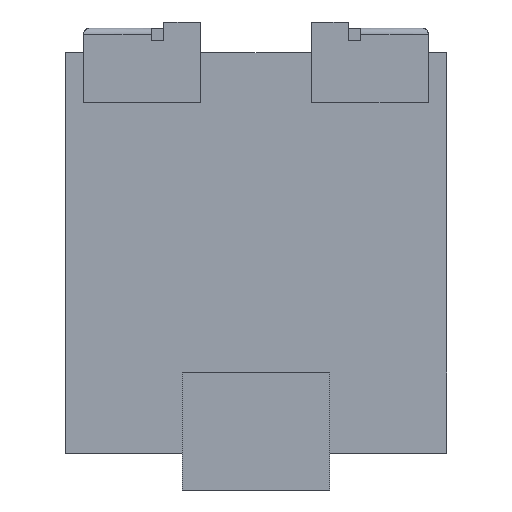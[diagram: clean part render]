
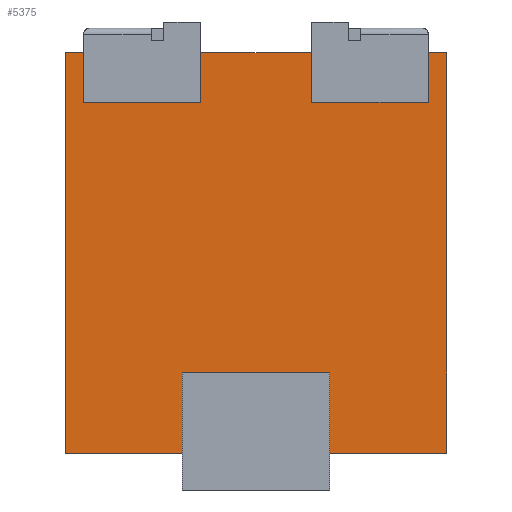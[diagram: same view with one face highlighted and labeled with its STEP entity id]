
A CAD part, front view. The second image highlights one B-rep face of the part: STEP entity #5375.
In plain terms, the highlighted planar face has unit normal (0, -1, 0).
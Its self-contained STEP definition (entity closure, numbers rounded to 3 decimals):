
#72 = CARTESIAN_POINT ( 'NONE',  ( 1.55, 0.2, 1.7 ) ) ;
#81 = VECTOR ( 'NONE', #3369, 1000. ) ;
#93 = VECTOR ( 'NONE', #4287, 1000. ) ;
#229 = CARTESIAN_POINT ( 'NONE',  ( 1.55, 0.2, 1.7 ) ) ;
#309 = VERTEX_POINT ( 'NONE', #1108 ) ;
#312 = EDGE_CURVE ( 'NONE', #355, #5602, #361, .T. ) ;
#354 = LINE ( 'NONE', #974, #572 ) ;
#355 = VERTEX_POINT ( 'NONE', #2906 ) ;
#361 = LINE ( 'NONE', #3266, #3158 ) ;
#389 = EDGE_CURVE ( 'NONE', #1181, #1710, #4817, .T. ) ;
#468 = EDGE_CURVE ( 'NONE', #2099, #1885, #4279, .T. ) ;
#470 = DIRECTION ( 'NONE',  ( 0., 0., -1. ) ) ;
#476 = CARTESIAN_POINT ( 'NONE',  ( -0.6, 0.2, -0.9 ) ) ;
#522 = DIRECTION ( 'NONE',  ( 1., 0., 0. ) ) ;
#572 = VECTOR ( 'NONE', #2276, 1000. ) ;
#631 = CARTESIAN_POINT ( 'NONE',  ( 1.55, 0.2, 1.7 ) ) ;
#748 = CARTESIAN_POINT ( 'NONE',  ( -0.45, 0.2, 1.9 ) ) ;
#780 = CARTESIAN_POINT ( 'NONE',  ( 1.4, 0.2, 1.3 ) ) ;
#825 = ORIENTED_EDGE ( 'NONE', *, *, #1795, .T. ) ;
#889 = CARTESIAN_POINT ( 'NONE',  ( 1.55, 0.2, -1.55 ) ) ;
#931 = CARTESIAN_POINT ( 'NONE',  ( 0., 0.2, 0. ) ) ;
#957 = CARTESIAN_POINT ( 'NONE',  ( 0.6, 0.2, -0.9 ) ) ;
#974 = CARTESIAN_POINT ( 'NONE',  ( 1.55, 0.2, 1.7 ) ) ;
#988 = VECTOR ( 'NONE', #1155, 1000. ) ;
#1009 = VECTOR ( 'NONE', #5679, 1000. ) ;
#1014 = VECTOR ( 'NONE', #1943, 1000. ) ;
#1035 = EDGE_CURVE ( 'NONE', #4801, #5602, #5381, .T. ) ;
#1046 = ORIENTED_EDGE ( 'NONE', *, *, #3381, .F. ) ;
#1108 = CARTESIAN_POINT ( 'NONE',  ( -0.6, 0.2, -0.9 ) ) ;
#1155 = DIRECTION ( 'NONE',  ( 0., 0., 1. ) ) ;
#1181 = VERTEX_POINT ( 'NONE', #2254 ) ;
#1205 = VECTOR ( 'NONE', #1471, 1000. ) ;
#1213 = LINE ( 'NONE', #476, #2884 ) ;
#1266 = EDGE_CURVE ( 'NONE', #5691, #1954, #1706, .T. ) ;
#1358 = DIRECTION ( 'NONE',  ( -1., 0., 0. ) ) ;
#1471 = DIRECTION ( 'NONE',  ( 0., 0., 1. ) ) ;
#1483 = ORIENTED_EDGE ( 'NONE', *, *, #5392, .T. ) ;
#1567 = CARTESIAN_POINT ( 'NONE',  ( 0.45, 0.2, 1.3 ) ) ;
#1650 = DIRECTION ( 'NONE',  ( 1., 0., 0. ) ) ;
#1681 = ORIENTED_EDGE ( 'NONE', *, *, #1266, .F. ) ;
#1687 = VECTOR ( 'NONE', #5593, 1000. ) ;
#1693 = LINE ( 'NONE', #748, #5094 ) ;
#1706 = LINE ( 'NONE', #2591, #1009 ) ;
#1710 = VERTEX_POINT ( 'NONE', #4828 ) ;
#1711 = LINE ( 'NONE', #889, #3094 ) ;
#1795 = EDGE_CURVE ( 'NONE', #3551, #4647, #4598, .T. ) ;
#1885 = VERTEX_POINT ( 'NONE', #4588 ) ;
#1888 = CARTESIAN_POINT ( 'NONE',  ( -1.55, 0.2, -1.55 ) ) ;
#1908 = LINE ( 'NONE', #3713, #1205 ) ;
#1943 = DIRECTION ( 'NONE',  ( 1., 0., 0. ) ) ;
#1954 = VERTEX_POINT ( 'NONE', #5075 ) ;
#2063 = ORIENTED_EDGE ( 'NONE', *, *, #3393, .T. ) ;
#2099 = VERTEX_POINT ( 'NONE', #4192 ) ;
#2126 = LINE ( 'NONE', #5614, #93 ) ;
#2153 = DIRECTION ( 'NONE',  ( 0., 0., -1. ) ) ;
#2254 = CARTESIAN_POINT ( 'NONE',  ( -0.45, 0.2, 1.3 ) ) ;
#2276 = DIRECTION ( 'NONE',  ( 1., 0., 0. ) ) ;
#2324 = FACE_OUTER_BOUND ( 'NONE', #3730, .T. ) ;
#2328 = DIRECTION ( 'NONE',  ( 0., 0., 1. ) ) ;
#2449 = ORIENTED_EDGE ( 'NONE', *, *, #1035, .T. ) ;
#2472 = AXIS2_PLACEMENT_3D ( 'NONE', #931, #4948, #2328 ) ;
#2512 = CARTESIAN_POINT ( 'NONE',  ( -1.4, 0.2, 1.7 ) ) ;
#2591 = CARTESIAN_POINT ( 'NONE',  ( -1.55, 0.2, 1.7 ) ) ;
#2595 = ORIENTED_EDGE ( 'NONE', *, *, #3460, .F. ) ;
#2803 = PLANE ( 'NONE',  #2472 ) ;
#2837 = ORIENTED_EDGE ( 'NONE', *, *, #4644, .T. ) ;
#2884 = VECTOR ( 'NONE', #522, 1000. ) ;
#2901 = ORIENTED_EDGE ( 'NONE', *, *, #4857, .F. ) ;
#2906 = CARTESIAN_POINT ( 'NONE',  ( 1.55, 0.2, -1.55 ) ) ;
#3007 = LINE ( 'NONE', #5135, #988 ) ;
#3046 = EDGE_CURVE ( 'NONE', #4829, #309, #1908, .T. ) ;
#3058 = ORIENTED_EDGE ( 'NONE', *, *, #3046, .T. ) ;
#3094 = VECTOR ( 'NONE', #1358, 1000. ) ;
#3158 = VECTOR ( 'NONE', #3708, 1000. ) ;
#3165 = VECTOR ( 'NONE', #2153, 1000. ) ;
#3236 = VECTOR ( 'NONE', #3904, 1000. ) ;
#3266 = CARTESIAN_POINT ( 'NONE',  ( 1.55, 0.2, -1.55 ) ) ;
#3277 = VECTOR ( 'NONE', #470, 1000. ) ;
#3369 = DIRECTION ( 'NONE',  ( -1., 0., 0. ) ) ;
#3381 = EDGE_CURVE ( 'NONE', #3450, #355, #3576, .T. ) ;
#3393 = EDGE_CURVE ( 'NONE', #1710, #3848, #3007, .T. ) ;
#3450 = VERTEX_POINT ( 'NONE', #229 ) ;
#3460 = EDGE_CURVE ( 'NONE', #3551, #3450, #5426, .T. ) ;
#3491 = VECTOR ( 'NONE', #1650, 1000. ) ;
#3551 = VERTEX_POINT ( 'NONE', #4280 ) ;
#3576 = LINE ( 'NONE', #4695, #1687 ) ;
#3708 = DIRECTION ( 'NONE',  ( -1., 0., 0. ) ) ;
#3713 = CARTESIAN_POINT ( 'NONE',  ( -0.6, 0.2, -0.9 ) ) ;
#3730 = EDGE_LOOP ( 'NONE', ( #5338, #5205, #2837, #4052, #2063, #2901, #1681, #4595, #3058, #1483, #2449, #4665, #1046, #2595, #825, #4256 ) ) ;
#3822 = VERTEX_POINT ( 'NONE', #1567 ) ;
#3848 = VERTEX_POINT ( 'NONE', #2512 ) ;
#3904 = DIRECTION ( 'NONE',  ( -1., 0., 0. ) ) ;
#3974 = CARTESIAN_POINT ( 'NONE',  ( 1.4, 0.2, 1.9 ) ) ;
#4052 = ORIENTED_EDGE ( 'NONE', *, *, #389, .T. ) ;
#4140 = CARTESIAN_POINT ( 'NONE',  ( 0.6, 0.2, -1.55 ) ) ;
#4192 = CARTESIAN_POINT ( 'NONE',  ( -0.45, 0.2, 1.7 ) ) ;
#4256 = ORIENTED_EDGE ( 'NONE', *, *, #5197, .T. ) ;
#4271 = LINE ( 'NONE', #5209, #3236 ) ;
#4279 = LINE ( 'NONE', #72, #1014 ) ;
#4280 = CARTESIAN_POINT ( 'NONE',  ( 1.4, 0.2, 1.7 ) ) ;
#4287 = DIRECTION ( 'NONE',  ( 0., 0., 1. ) ) ;
#4588 = CARTESIAN_POINT ( 'NONE',  ( 0.45, 0.2, 1.7 ) ) ;
#4595 = ORIENTED_EDGE ( 'NONE', *, *, #5230, .F. ) ;
#4598 = LINE ( 'NONE', #3974, #3277 ) ;
#4644 = EDGE_CURVE ( 'NONE', #2099, #1181, #1693, .T. ) ;
#4647 = VERTEX_POINT ( 'NONE', #780 ) ;
#4665 = ORIENTED_EDGE ( 'NONE', *, *, #312, .F. ) ;
#4695 = CARTESIAN_POINT ( 'NONE',  ( 1.55, 0.2, 1.7 ) ) ;
#4801 = VERTEX_POINT ( 'NONE', #957 ) ;
#4817 = LINE ( 'NONE', #5166, #81 ) ;
#4828 = CARTESIAN_POINT ( 'NONE',  ( -1.4, 0.2, 1.3 ) ) ;
#4829 = VERTEX_POINT ( 'NONE', #5410 ) ;
#4857 = EDGE_CURVE ( 'NONE', #1954, #3848, #354, .T. ) ;
#4948 = DIRECTION ( 'NONE',  ( 0., 1., 0. ) ) ;
#5075 = CARTESIAN_POINT ( 'NONE',  ( -1.55, 0.2, 1.7 ) ) ;
#5094 = VECTOR ( 'NONE', #5607, 1000. ) ;
#5135 = CARTESIAN_POINT ( 'NONE',  ( -1.4, 0.2, 1.9 ) ) ;
#5161 = EDGE_CURVE ( 'NONE', #3822, #1885, #2126, .T. ) ;
#5166 = CARTESIAN_POINT ( 'NONE',  ( -0.45, 0.2, 1.3 ) ) ;
#5197 = EDGE_CURVE ( 'NONE', #4647, #3822, #4271, .T. ) ;
#5205 = ORIENTED_EDGE ( 'NONE', *, *, #468, .F. ) ;
#5209 = CARTESIAN_POINT ( 'NONE',  ( 1.4, 0.2, 1.3 ) ) ;
#5230 = EDGE_CURVE ( 'NONE', #4829, #5691, #1711, .T. ) ;
#5275 = CARTESIAN_POINT ( 'NONE',  ( 0.6, 0.2, -1.85 ) ) ;
#5338 = ORIENTED_EDGE ( 'NONE', *, *, #5161, .T. ) ;
#5375 = ADVANCED_FACE ( 'NONE', ( #2324 ), #2803, .F. ) ;
#5381 = LINE ( 'NONE', #5275, #3165 ) ;
#5392 = EDGE_CURVE ( 'NONE', #309, #4801, #1213, .T. ) ;
#5410 = CARTESIAN_POINT ( 'NONE',  ( -0.6, 0.2, -1.55 ) ) ;
#5426 = LINE ( 'NONE', #631, #3491 ) ;
#5593 = DIRECTION ( 'NONE',  ( 0., 0., -1. ) ) ;
#5602 = VERTEX_POINT ( 'NONE', #4140 ) ;
#5607 = DIRECTION ( 'NONE',  ( 0., 0., -1. ) ) ;
#5614 = CARTESIAN_POINT ( 'NONE',  ( 0.45, 0.2, 1.9 ) ) ;
#5679 = DIRECTION ( 'NONE',  ( 0., 0., 1. ) ) ;
#5691 = VERTEX_POINT ( 'NONE', #1888 ) ;
